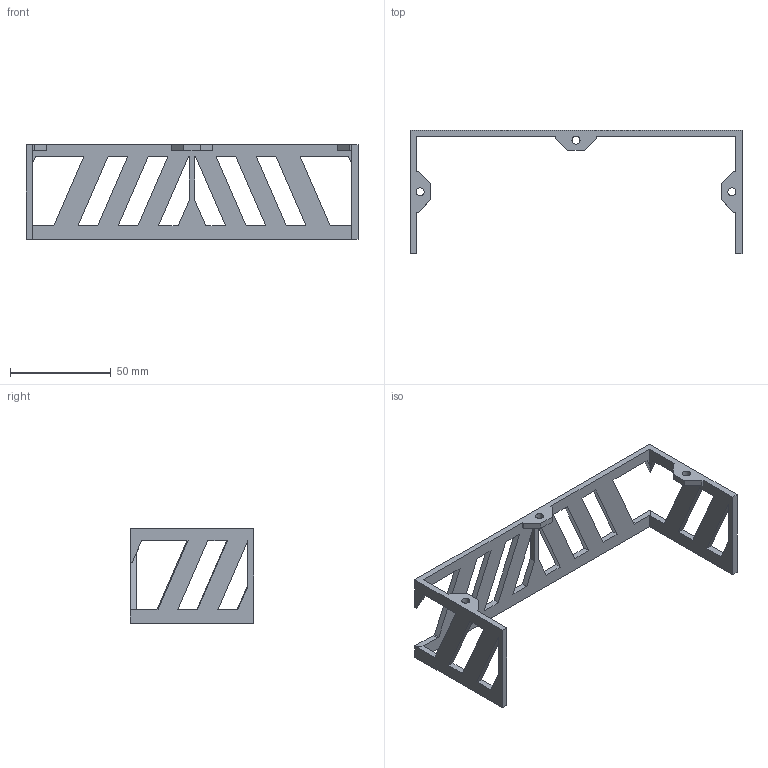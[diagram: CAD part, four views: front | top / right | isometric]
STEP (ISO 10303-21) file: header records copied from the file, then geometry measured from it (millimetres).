
FILE_DESCRIPTION(/* description */ (''),/* implementation_level */ '2;1');
FILE_NAME(/* name */ 'Skirt.step',/* time_stamp */ '2022-12-23T23:06:14+08:00',/* author */ (''),/* organization */ (''),/* preprocessor_version */ 'ST-DEVELOPER v19.2',/* originating_system */ 'Autodesk Translation Framework v11.17.0.187',/* authorisation */ '');
FILE_SCHEMA (('AUTOMOTIVE_DESIGN { 1 0 10303 214 3 1 1 }'));
Length unit declared in the file: millimetre
Products named in the file (1): Skirt
Bounding box: 165 x 61.5 x 47.21 mm (x, y, z)
Volume: 24007.5 mm3; surface area: 21855.4 mm2
Topology: 1 solids, 1 shells, 101 faces, 312 edges, 205 vertices
Faces by surface type: plane 98, cylinder 3
Full cylindrical faces by diameter (mm): 4 x3
Entity records: 3481 total; most frequent: ORIENTED_EDGE 620, CARTESIAN_POINT 616, DIRECTION 522, EDGE_CURVE 310, LINE 302, VECTOR 302, VERTEX_POINT 204, EDGE_LOOP 124
